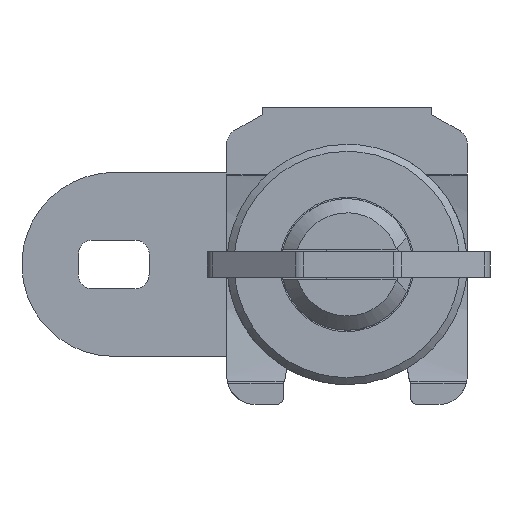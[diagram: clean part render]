
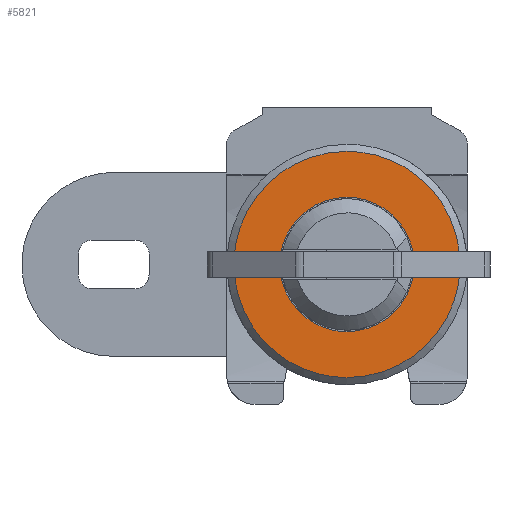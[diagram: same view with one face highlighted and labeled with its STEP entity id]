
A CAD part, front view. The second image highlights one B-rep face of the part: STEP entity #5821.
In plain terms, the highlighted free-form (B-spline) face has degree [1, 1] with [2, 2] control points.
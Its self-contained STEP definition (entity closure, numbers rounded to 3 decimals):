
#3328=CARTESIAN_POINT('',(0.,-4.717,-0.561));
#3329=VERTEX_POINT('',#3328);
#3330=CARTESIAN_POINT('',(0.,0.0,4.75));
#3331=VERTEX_POINT('',#3330);
#3332=CARTESIAN_POINT('',(0.,-4.717,-0.561));
#3333=CARTESIAN_POINT('',(0.,-4.75,-0.281));
#3334=CARTESIAN_POINT('',(0.,-4.75,0.));
#3335=CARTESIAN_POINT('',(0.,-4.75,4.75));
#3336=CARTESIAN_POINT('',(0.,0.0,4.75));
#3344=(BOUNDED_CURVE()B_SPLINE_CURVE(2,(#3332,#3333,#3334,#3335,#3336),.UNSPECIFIED.,.F.,.U.)B_SPLINE_CURVE_WITH_KNOTS((3,2,3),(0.23,0.25,0.5),.UNSPECIFIED.)CURVE()GEOMETRIC_REPRESENTATION_ITEM()RATIONAL_B_SPLINE_CURVE((0.956,0.976,1.0,0.707,1.0))REPRESENTATION_ITEM(''));
#3345=EDGE_CURVE('',#3329,#3331,#3344,.T.);
#3347=CARTESIAN_POINT('',(0.,4.741,0.29));
#3348=VERTEX_POINT('',#3347);
#3349=CARTESIAN_POINT('',(0.,0.0,4.75));
#3350=CARTESIAN_POINT('',(0.,4.468,4.75));
#3351=CARTESIAN_POINT('',(0.,4.741,0.29));
#3359=(BOUNDED_CURVE()B_SPLINE_CURVE(2,(#3349,#3350,#3351),.UNSPECIFIED.,.F.,.U.)B_SPLINE_CURVE_WITH_KNOTS((3,3),(0.5,0.739),.UNSPECIFIED.)CURVE()GEOMETRIC_REPRESENTATION_ITEM()RATIONAL_B_SPLINE_CURVE((1.0,0.72,0.976))REPRESENTATION_ITEM(''));
#3360=EDGE_CURVE('',#3331,#3348,#3359,.T.);
#3427=CARTESIAN_POINT('',(0.,0.0,-4.75));
#3428=VERTEX_POINT('',#3427);
#3429=CARTESIAN_POINT('',(0.,0.0,-4.75));
#3430=CARTESIAN_POINT('',(0.,-4.219,-4.75));
#3431=CARTESIAN_POINT('',(0.,-4.717,-0.561));
#3439=(BOUNDED_CURVE()B_SPLINE_CURVE(2,(#3429,#3430,#3431),.UNSPECIFIED.,.F.,.U.)B_SPLINE_CURVE_WITH_KNOTS((3,3),(0.0,0.23),.UNSPECIFIED.)CURVE()GEOMETRIC_REPRESENTATION_ITEM()RATIONAL_B_SPLINE_CURVE((1.0,0.731,0.956))REPRESENTATION_ITEM(''));
#3440=EDGE_CURVE('',#3428,#3329,#3439,.T.);
#3474=CARTESIAN_POINT('',(0.,4.741,0.29));
#3475=CARTESIAN_POINT('',(0.,4.75,0.145));
#3476=CARTESIAN_POINT('',(0.,4.75,0.));
#3477=CARTESIAN_POINT('',(0.,4.75,-4.75));
#3478=CARTESIAN_POINT('',(0.,0.0,-4.75));
#3486=(BOUNDED_CURVE()B_SPLINE_CURVE(2,(#3474,#3475,#3476,#3477,#3478),.UNSPECIFIED.,.F.,.U.)B_SPLINE_CURVE_WITH_KNOTS((3,2,3),(0.739,0.75,1.0),.UNSPECIFIED.)CURVE()GEOMETRIC_REPRESENTATION_ITEM()RATIONAL_B_SPLINE_CURVE((0.976,0.988,1.0,0.707,1.0))REPRESENTATION_ITEM(''));
#3487=EDGE_CURVE('',#3348,#3428,#3486,.T.);
#3857=CARTESIAN_POINT('',(0.,0.,8.));
#3858=VERTEX_POINT('',#3857);
#3859=CARTESIAN_POINT('',(0.,7.975,0.628));
#3860=VERTEX_POINT('',#3859);
#3861=CARTESIAN_POINT('',(0.,0.,8.));
#3862=CARTESIAN_POINT('',(0.,7.395,8.));
#3863=CARTESIAN_POINT('',(0.,7.975,0.628));
#3871=(BOUNDED_CURVE()B_SPLINE_CURVE(2,(#3861,#3862,#3863),.UNSPECIFIED.,.F.,.U.)B_SPLINE_CURVE_WITH_KNOTS((3,3),(0.0,0.236),.UNSPECIFIED.)CURVE()GEOMETRIC_REPRESENTATION_ITEM()RATIONAL_B_SPLINE_CURVE((1.0,0.723,0.97))REPRESENTATION_ITEM(''));
#3872=EDGE_CURVE('',#3858,#3860,#3871,.T.);
#3874=CARTESIAN_POINT('',(0.,-7.975,-0.628));
#3875=VERTEX_POINT('',#3874);
#3876=CARTESIAN_POINT('',(0.,-7.975,-0.628));
#3877=CARTESIAN_POINT('',(0.,-8.,-0.314));
#3878=CARTESIAN_POINT('',(0.,-8.,0.0));
#3879=CARTESIAN_POINT('',(0.,-8.,8.));
#3880=CARTESIAN_POINT('',(0.,0.,8.));
#3888=(BOUNDED_CURVE()B_SPLINE_CURVE(2,(#3876,#3877,#3878,#3879,#3880),.UNSPECIFIED.,.F.,.U.)B_SPLINE_CURVE_WITH_KNOTS((3,2,3),(0.736,0.75,1.0),.UNSPECIFIED.)CURVE()GEOMETRIC_REPRESENTATION_ITEM()RATIONAL_B_SPLINE_CURVE((0.97,0.984,1.0,0.707,1.0))REPRESENTATION_ITEM(''));
#3889=EDGE_CURVE('',#3875,#3858,#3888,.T.);
#3929=CARTESIAN_POINT('',(0.,0.,-8.));
#3930=VERTEX_POINT('',#3929);
#3931=CARTESIAN_POINT('',(0.,7.975,0.628));
#3932=CARTESIAN_POINT('',(0.,8.,0.314));
#3933=CARTESIAN_POINT('',(0.,8.,0.0));
#3934=CARTESIAN_POINT('',(0.,8.,-8.));
#3935=CARTESIAN_POINT('',(0.,0.,-8.));
#3943=(BOUNDED_CURVE()B_SPLINE_CURVE(2,(#3931,#3932,#3933,#3934,#3935),.UNSPECIFIED.,.F.,.U.)B_SPLINE_CURVE_WITH_KNOTS((3,2,3),(0.236,0.25,0.5),.UNSPECIFIED.)CURVE()GEOMETRIC_REPRESENTATION_ITEM()RATIONAL_B_SPLINE_CURVE((0.97,0.984,1.0,0.707,1.0))REPRESENTATION_ITEM(''));
#3944=EDGE_CURVE('',#3860,#3930,#3943,.T.);
#3950=CARTESIAN_POINT('',(0.,0.,-8.));
#3951=CARTESIAN_POINT('',(0.,-7.395,-8.));
#3952=CARTESIAN_POINT('',(0.,-7.975,-0.628));
#3960=(BOUNDED_CURVE()B_SPLINE_CURVE(2,(#3950,#3951,#3952),.UNSPECIFIED.,.F.,.U.)B_SPLINE_CURVE_WITH_KNOTS((3,3),(0.5,0.736),.UNSPECIFIED.)CURVE()GEOMETRIC_REPRESENTATION_ITEM()RATIONAL_B_SPLINE_CURVE((1.0,0.723,0.97))REPRESENTATION_ITEM(''));
#3961=EDGE_CURVE('',#3930,#3875,#3960,.T.);
#5804=CARTESIAN_POINT('',(0.,-8.797,8.799));
#5805=CARTESIAN_POINT('',(0.,-8.797,-8.799));
#5806=CARTESIAN_POINT('',(0.,8.797,8.799));
#5807=CARTESIAN_POINT('',(0.,8.797,-8.799));
#5808=B_SPLINE_SURFACE_WITH_KNOTS('',1,1,((#5804,#5806),(#5805,#5807)),.UNSPECIFIED.,.F.,.F.,.U.,(2,2),(2,2),(0.0,17.598),(0.0,17.594),.UNSPECIFIED.);
#5809=ORIENTED_EDGE('',*,*,#3872,.T.);
#5810=ORIENTED_EDGE('',*,*,#3944,.T.);
#5811=ORIENTED_EDGE('',*,*,#3961,.T.);
#5812=ORIENTED_EDGE('',*,*,#3889,.T.);
#5813=EDGE_LOOP('',(#5809,#5810,#5811,#5812));
#5814=FACE_OUTER_BOUND('',#5813,.T.);
#5815=ORIENTED_EDGE('',*,*,#3360,.F.);
#5816=ORIENTED_EDGE('',*,*,#3345,.F.);
#5817=ORIENTED_EDGE('',*,*,#3440,.F.);
#5818=ORIENTED_EDGE('',*,*,#3487,.F.);
#5819=EDGE_LOOP('',(#5815,#5816,#5817,#5818));
#5820=FACE_BOUND('',#5819,.T.);
#5821=ADVANCED_FACE('',(#5814,#5820),#5808,.F.);
